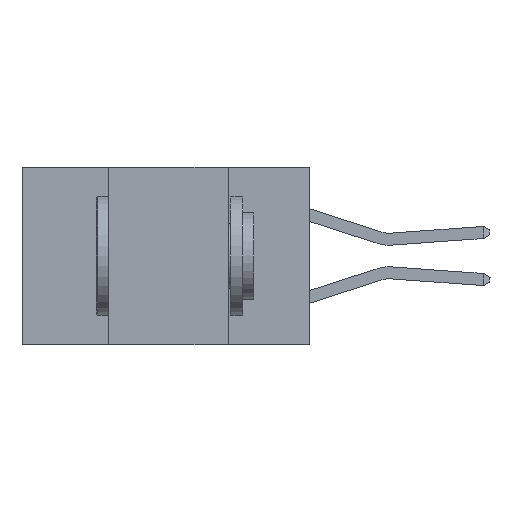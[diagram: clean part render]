
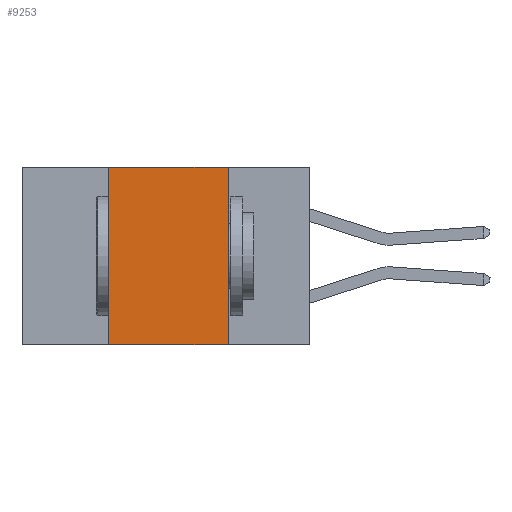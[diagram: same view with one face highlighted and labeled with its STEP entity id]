
A CAD part, left-side view. The second image highlights one B-rep face of the part: STEP entity #9253.
In plain terms, the highlighted planar face has unit normal (-1, 0, 0).
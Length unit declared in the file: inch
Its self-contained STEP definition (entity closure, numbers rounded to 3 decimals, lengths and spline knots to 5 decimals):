
#490 = ORIENTED_EDGE ( 'NONE', *, *, #7263, .T. ) ;
#585 = FACE_OUTER_BOUND ( 'NONE', #2194, .T. ) ;
#1036 = CARTESIAN_POINT ( 'NONE',  ( 0., 0.42, -0.37 ) ) ;
#1293 = LINE ( 'NONE', #1036, #4466 ) ;
#1473 = CARTESIAN_POINT ( 'NONE',  ( 0., 0.42, 0. ) ) ;
#2194 = EDGE_LOOP ( 'NONE', ( #19322, #3666, #4179, #490 ) ) ;
#2500 = DIRECTION ( 'NONE',  ( 0., -1., 0. ) ) ;
#3586 = CARTESIAN_POINT ( 'NONE',  ( 0., 0.6, 0. ) ) ;
#3628 = VERTEX_POINT ( 'NONE', #16740 ) ;
#3666 = ORIENTED_EDGE ( 'NONE', *, *, #7472, .F. ) ;
#4179 = ORIENTED_EDGE ( 'NONE', *, *, #6513, .F. ) ;
#4466 = VECTOR ( 'NONE', #9620, 39.37008 ) ;
#5392 = DIRECTION ( 'NONE',  ( 0., 0., -1. ) ) ;
#5577 = AXIS2_PLACEMENT_3D ( 'NONE', #6618, #6507, #6485 ) ;
#5850 = EDGE_CURVE ( 'NONE', #16187, #3628, #17216, .T. ) ;
#6417 = VERTEX_POINT ( 'NONE', #8617 ) ;
#6485 = DIRECTION ( 'NONE',  ( 0., 0., -1. ) ) ;
#6507 = DIRECTION ( 'NONE',  ( 1., 0., 0. ) ) ;
#6513 = EDGE_CURVE ( 'NONE', #6417, #11042, #1293, .T. ) ;
#6579 = PLANE ( 'NONE',  #5577 ) ;
#6618 = CARTESIAN_POINT ( 'NONE',  ( 0., 0.6, 0. ) ) ;
#7263 = EDGE_CURVE ( 'NONE', #6417, #3628, #19336, .T. ) ;
#7472 = EDGE_CURVE ( 'NONE', #11042, #16187, #19456, .T. ) ;
#8617 = CARTESIAN_POINT ( 'NONE',  ( 0., 0.42, -0.37 ) ) ;
#8809 = DIRECTION ( 'NONE',  ( 0., -1., 0. ) ) ;
#8907 = CARTESIAN_POINT ( 'NONE',  ( 0., 0.6, -0.37 ) ) ;
#9253 = ADVANCED_FACE ( 'NONE', ( #585 ), #6579, .F. ) ;
#9620 = DIRECTION ( 'NONE',  ( 0., 0., 1. ) ) ;
#9836 = CARTESIAN_POINT ( 'NONE',  ( 0., 0.17, -0.37 ) ) ;
#11028 = VECTOR ( 'NONE', #8809, 39.37008 ) ;
#11042 = VERTEX_POINT ( 'NONE', #1473 ) ;
#13065 = VECTOR ( 'NONE', #5392, 39.37008 ) ;
#13399 = CARTESIAN_POINT ( 'NONE',  ( 0., 0.17, 0. ) ) ;
#15340 = VECTOR ( 'NONE', #2500, 39.37008 ) ;
#16187 = VERTEX_POINT ( 'NONE', #13399 ) ;
#16740 = CARTESIAN_POINT ( 'NONE',  ( 0., 0.17, -0.37 ) ) ;
#17216 = LINE ( 'NONE', #9836, #13065 ) ;
#19322 = ORIENTED_EDGE ( 'NONE', *, *, #5850, .F. ) ;
#19336 = LINE ( 'NONE', #8907, #11028 ) ;
#19456 = LINE ( 'NONE', #3586, #15340 ) ;
